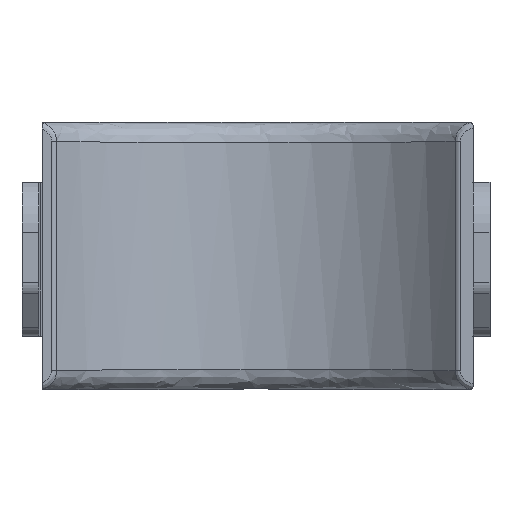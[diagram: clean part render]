
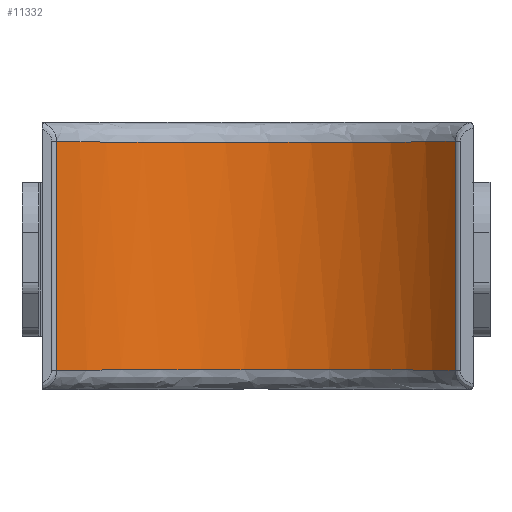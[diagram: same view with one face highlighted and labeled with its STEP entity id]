
A CAD part, front view. The second image highlights one B-rep face of the part: STEP entity #11332.
In plain terms, the highlighted cylindrical face has radius 38.5 mm (diameter 77 mm), a partial arc.
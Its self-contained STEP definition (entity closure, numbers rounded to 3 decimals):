
#7727=DIRECTION('',(0.,0.,1.));
#7728=VECTOR('',#7727,34.317);
#7729=CARTESIAN_POINT('',(-29.808,-14.133,
-17.159));
#7730=LINE('',#7729,#7728);
#7735=CARTESIAN_POINT('',(-29.808,-14.133,
-17.159));
#7736=CARTESIAN_POINT('',(-28.235,-12.208,
-17.114));
#7737=CARTESIAN_POINT('',(-25.966,-9.922,
-17.074));
#7738=CARTESIAN_POINT('',(-22.812,-7.459,
-17.043));
#7739=CARTESIAN_POINT('',(-20.382,-5.78,
-17.025));
#7740=CARTESIAN_POINT('',(-17.189,-3.956,
-17.01));
#7741=CARTESIAN_POINT('',(-13.787,-2.499,
-17.004));
#7742=CARTESIAN_POINT('',(-10.952,-1.568,
-17.001));
#7743=CARTESIAN_POINT('',(-8.099,-0.812,
-16.999));
#7744=CARTESIAN_POINT('',(-4.48,-0.175,
-16.999));
#7745=CARTESIAN_POINT('',(-0.036,0.086,
-16.999));
#7746=CARTESIAN_POINT('',(3.69,-0.126,
-16.999));
#7747=CARTESIAN_POINT('',(6.643,-0.556,
-16.999));
#7748=CARTESIAN_POINT('',(9.546,-1.151,
-17.));
#7749=CARTESIAN_POINT('',(12.377,-1.991,
-17.002));
#7750=CARTESIAN_POINT('',(15.132,-3.075,
-17.006));
#7751=CARTESIAN_POINT('',(19.2,-4.955,
-17.017));
#7752=CARTESIAN_POINT('',(22.897,-7.365,
-17.038));
#7753=CARTESIAN_POINT('',(26.235,-10.293,
-17.083));
#7754=CARTESIAN_POINT('',(28.021,-12.054,
-17.114));
#7755=CARTESIAN_POINT('',(29.175,-13.359,
-17.141));
#7756=CARTESIAN_POINT('',(29.808,-14.133,
-17.159));
#7758=CARTESIAN_POINT('',(29.808,-14.133,17.159));
#7759=CARTESIAN_POINT('',(29.175,-13.359,17.141));
#7760=CARTESIAN_POINT('',(28.021,-12.054,17.114));
#7761=CARTESIAN_POINT('',(26.235,-10.293,17.083));
#7762=CARTESIAN_POINT('',(22.897,-7.365,17.038));
#7763=CARTESIAN_POINT('',(19.2,-4.955,17.017));
#7764=CARTESIAN_POINT('',(15.132,-3.075,17.006));
#7765=CARTESIAN_POINT('',(12.377,-1.991,17.002));
#7766=CARTESIAN_POINT('',(9.546,-1.151,17.));
#7767=CARTESIAN_POINT('',(6.643,-0.556,
16.999));
#7768=CARTESIAN_POINT('',(3.69,-0.126,
16.999));
#7769=CARTESIAN_POINT('',(-0.036,0.086,
16.999));
#7770=CARTESIAN_POINT('',(-4.48,-0.175,
16.999));
#7771=CARTESIAN_POINT('',(-8.099,-0.812,
16.999));
#7772=CARTESIAN_POINT('',(-10.952,-1.568,
17.001));
#7773=CARTESIAN_POINT('',(-13.787,-2.499,
17.004));
#7774=CARTESIAN_POINT('',(-17.189,-3.956,
17.01));
#7775=CARTESIAN_POINT('',(-20.382,-5.78,
17.025));
#7776=CARTESIAN_POINT('',(-22.812,-7.459,
17.043));
#7777=CARTESIAN_POINT('',(-25.966,-9.922,
17.074));
#7778=CARTESIAN_POINT('',(-28.235,-12.208,
17.114));
#7779=CARTESIAN_POINT('',(-29.808,-14.133,
17.159));
#7786=CARTESIAN_POINT('',(-29.808,-14.133,
-17.159));
#7804=CARTESIAN_POINT('',(29.808,-14.133,
-17.159));
#7918=DIRECTION('',(0.,0.,-1.));
#7919=VECTOR('',#7918,34.317);
#7920=CARTESIAN_POINT('',(29.808,-14.133,17.159));
#7921=LINE('',#7920,#7919);
#9987=VERTEX_POINT('',#7758);
#9988=VERTEX_POINT('',#7779);
#10007=VERTEX_POINT('',#7804);
#10010=VERTEX_POINT('',#7786);
#11319=CARTESIAN_POINT('',(0.,-38.5,20.));
#11320=DIRECTION('',(0.,0.,-1.));
#11321=DIRECTION('',(-1.,0.,0.));
#11322=AXIS2_PLACEMENT_3D('',#11319,#11320,#11321);
#11323=CYLINDRICAL_SURFACE('',#11322,38.5);
#11325=ORIENTED_EDGE('',*,*,#11324,.F.);
#11326=ORIENTED_EDGE('',*,*,#11310,.T.);
#11327=ORIENTED_EDGE('',*,*,#11136,.F.);
#11329=ORIENTED_EDGE('',*,*,#11328,.T.);
#11330=EDGE_LOOP('',(#11325,#11326,#11327,#11329));
#11331=FACE_OUTER_BOUND('',#11330,.F.);
#11332=ADVANCED_FACE('',(#11331),#11323,.F.);
#7757=B_SPLINE_CURVE_WITH_KNOTS('',3,(#7735,#7736,#7737,#7738,#7739,#7740,#7741,
#7742,#7743,#7744,#7745,#7746,#7747,#7748,#7749,#7750,#7751,#7752,#7753,#7754,
#7755,#7756),.UNSPECIFIED.,.F.,.F.,(4,1,1,1,1,1,1,1,1,1,1,1,1,1,1,1,1,1,1,4),(
0.,0.109,0.142,0.175,0.24,
0.305,0.337,0.37,0.435,
0.5,0.565,0.598,0.63,
0.695,0.728,0.76,0.891,
0.923,0.956,1.),.UNSPECIFIED.);
#7780=B_SPLINE_CURVE_WITH_KNOTS('',3,(#7758,#7759,#7760,#7761,#7762,#7763,#7764,
#7765,#7766,#7767,#7768,#7769,#7770,#7771,#7772,#7773,#7774,#7775,#7776,#7777,
#7778,#7779),.UNSPECIFIED.,.F.,.F.,(4,1,1,1,1,1,1,1,1,1,1,1,1,1,1,1,1,1,1,4),(
0.,0.044,0.077,0.109,0.24,
0.272,0.305,0.37,0.402,
0.435,0.5,0.565,0.63,
0.663,0.695,0.76,0.825,
0.858,0.891,1.),.UNSPECIFIED.);
#11136=EDGE_CURVE('',#9987,#9988,#7780,.T.);
#11310=EDGE_CURVE('',#10010,#9988,#7730,.T.);
#11324=EDGE_CURVE('',#10010,#10007,#7757,.T.);
#11328=EDGE_CURVE('',#9987,#10007,#7921,.T.);
